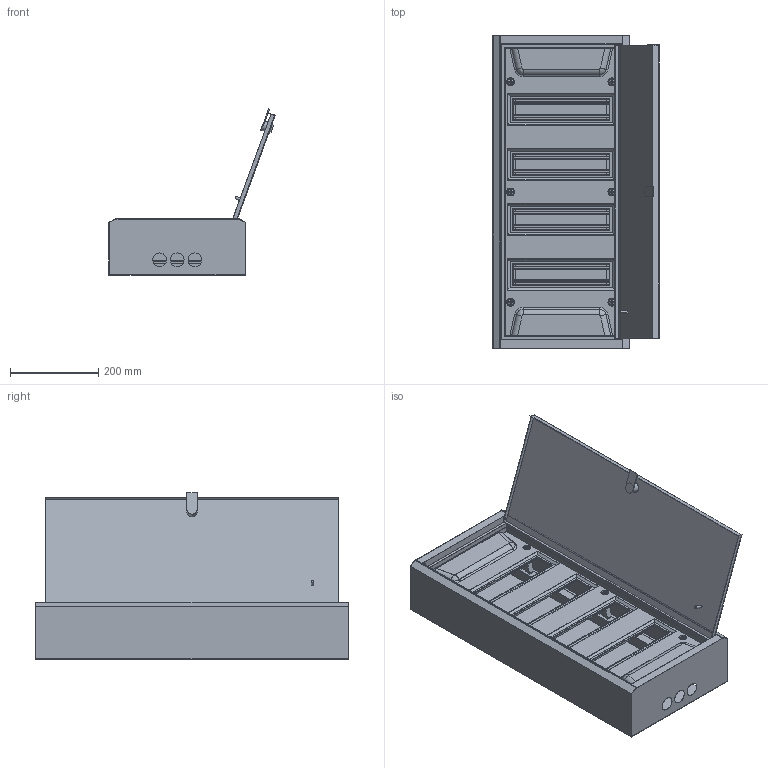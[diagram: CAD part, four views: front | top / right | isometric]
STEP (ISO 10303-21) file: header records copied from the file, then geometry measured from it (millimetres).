
FILE_DESCRIPTION (( 'STEP AP214' ), '1' );
FILE_NAME ('ShRN_PRO.STEP', '2016-09-23T09:22:27', ( 'user' ), ( '' ), 'SwSTEP 2.0', 'SolidWorks 2014', '' );
FILE_SCHEMA (( 'AUTOMOTIVE_DESIGN' ));
Length unit declared in the file: millimetre
Products named in the file (11): Panel_ShRN-48; Stoika pan; Obolochka_SHRN_PRO_48; SC GOST 17473_gost_‚¨­â A.M5x10 ƒŽ‘’ 17473-80; Panel_48; Support; Stoika Shin_‘â®©ª  ¤«ï è¨­; Klipsa; DIN-Reika_18 ｢箘ｬ箘｢; ShRN_PRO; Dver_PRO_48
Assembly tree (32 placements, depth 3):
  ShRN_PRO
    Obolochka_SHRN_PRO_48
    Dver_PRO_48
    DIN-Reika_18 ｢箘ｬ箘｢  x4
    Panel_48
      Panel_ShRN-48
      Klipsa  x6
      Stoika pan  x6
    SC GOST 17473_gost_‚¨­â A.M5x10 ƒŽ‘’ 17473-80  x8
    Stoika Shin_‘â®©ª  ¤«ï è¨­  x2
    Support  x2
Bounding box: 377 x 710 x 377.52 mm (x, y, z)
Volume: 1150679.4 mm3; surface area: 2188842 mm2
Topology: 31 solids, 31 shells, 1887 faces, 4722 edges, 2912 vertices
Faces by surface type: plane 987, cylinder 442, bspline 212, torus 116, sphere 76, cone 54
Entity records: 25187 total; most frequent: CARTESIAN_POINT 5524, ORIENTED_EDGE 3986, DIRECTION 3930, EDGE_CURVE 1993, AXIS2_PLACEMENT_3D 1311, VECTOR 1308, LINE 1308, VERTEX_POINT 1279
